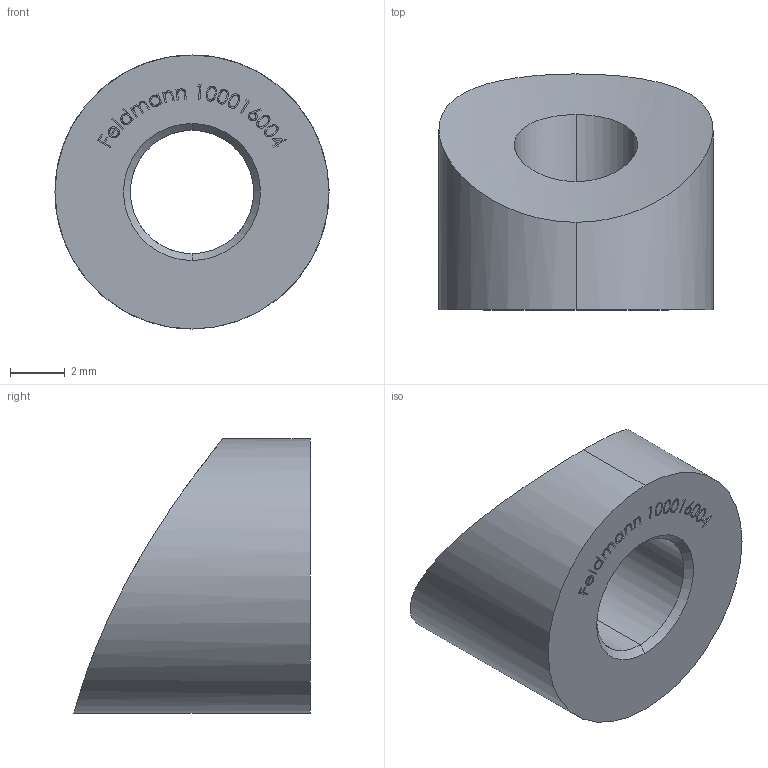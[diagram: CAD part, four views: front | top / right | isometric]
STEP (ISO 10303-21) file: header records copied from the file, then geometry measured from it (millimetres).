
FILE_DESCRIPTION (( 'STEP AP203' ), '1' );
FILE_NAME ('100016004.STEP', '2018-03-16T07:55:19', ( '' ), ( '' ), 'SwSTEP 2.0', 'SolidWorks 2015', '' );
FILE_SCHEMA (( 'CONFIG_CONTROL_DESIGN' ));
Length unit declared in the file: millimetre
Products named in the file (1): 100016004
Bounding box: 10 x 8.61 x 10 mm (x, y, z)
Volume: 381.7 mm3; surface area: 416.8 mm2
Topology: 1 solids, 1 shells, 219 faces, 568 edges, 378 vertices
Faces by surface type: plane 110, bspline 102, cylinder 5, cone 2
Entity records: 13197 total; most frequent: CARTESIAN_POINT 8452, ORIENTED_EDGE 1136, DIRECTION 602, EDGE_CURVE 568, VERTEX_POINT 378, VECTOR 354, LINE 354, EDGE_LOOP 248
